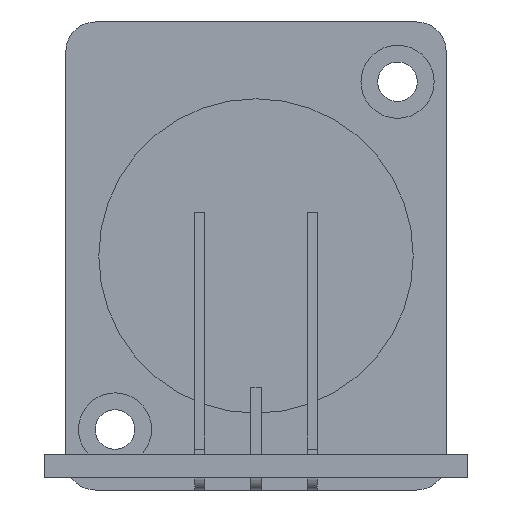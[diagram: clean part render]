
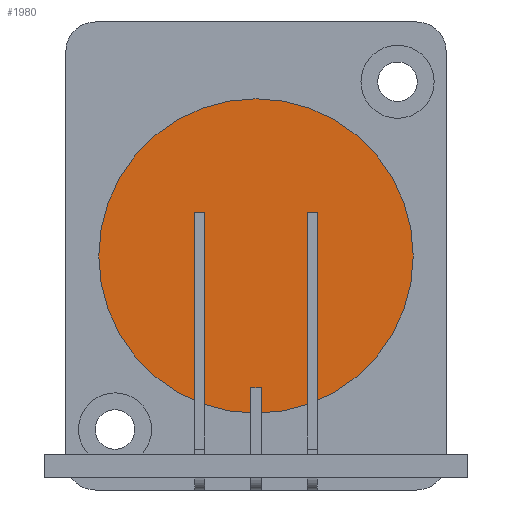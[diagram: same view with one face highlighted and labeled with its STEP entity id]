
A CAD part, left-side view. The second image highlights one B-rep face of the part: STEP entity #1980.
In plain terms, the highlighted face is planar.
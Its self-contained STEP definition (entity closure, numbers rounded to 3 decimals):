
#1606 = CYLINDRICAL_SURFACE('',#1607,10.75);
#1607 = AXIS2_PLACEMENT_3D('',#1608,#1609,#1610);
#1608 = CARTESIAN_POINT('',(0.,-13.5,0.));
#1609 = DIRECTION('',(0.,1.,0.));
#1610 = DIRECTION('',(0.,-0.,1.));
#1932 = VERTEX_POINT('',#1933);
#1933 = CARTESIAN_POINT('',(0.,-13.5,-10.75));
#1953 = EDGE_CURVE('',#1932,#1932,#1954,.T.);
#1954 = SURFACE_CURVE('',#1955,(#1960,#1967),.PCURVE_S1.);
#1955 = CIRCLE('',#1956,10.75);
#1956 = AXIS2_PLACEMENT_3D('',#1957,#1958,#1959);
#1957 = CARTESIAN_POINT('',(0.,-13.5,0.));
#1958 = DIRECTION('',(0.,-1.,0.));
#1959 = DIRECTION('',(0.,0.,-1.));
#1960 = PCURVE('',#1606,#1961);
#1961 = DEFINITIONAL_REPRESENTATION('',(#1962),#1966);
#1962 = LINE('',#1963,#1964);
#1963 = CARTESIAN_POINT('',(9.425,0.));
#1964 = VECTOR('',#1965,1.);
#1965 = DIRECTION('',(-1.,0.));
#1966 = ( GEOMETRIC_REPRESENTATION_CONTEXT(2) 
PARAMETRIC_REPRESENTATION_CONTEXT() REPRESENTATION_CONTEXT('2D SPACE',''
  ) );
#1967 = PCURVE('',#1968,#1973);
#1968 = PLANE('',#1969);
#1969 = AXIS2_PLACEMENT_3D('',#1970,#1971,#1972);
#1970 = CARTESIAN_POINT('',(0.,-13.5,0.));
#1971 = DIRECTION('',(0.,-1.,0.));
#1972 = DIRECTION('',(1.,0.,0.));
#1973 = DEFINITIONAL_REPRESENTATION('',(#1974),#1978);
#1974 = CIRCLE('',#1975,10.75);
#1975 = AXIS2_PLACEMENT_2D('',#1976,#1977);
#1976 = CARTESIAN_POINT('',(0.,0.));
#1977 = DIRECTION('',(0.,-1.));
#1978 = ( GEOMETRIC_REPRESENTATION_CONTEXT(2) 
PARAMETRIC_REPRESENTATION_CONTEXT() REPRESENTATION_CONTEXT('2D SPACE',''
  ) );
#1980 = ADVANCED_FACE('',(#1981),#1968,.T.);
#1981 = FACE_BOUND('',#1982,.T.);
#1982 = EDGE_LOOP('',(#1983));
#1983 = ORIENTED_EDGE('',*,*,#1953,.T.);
